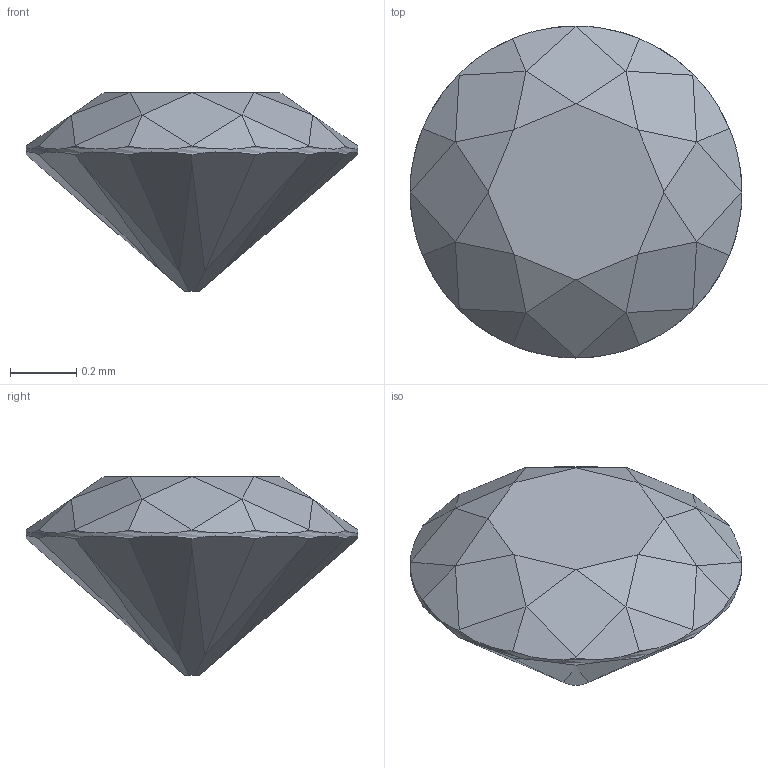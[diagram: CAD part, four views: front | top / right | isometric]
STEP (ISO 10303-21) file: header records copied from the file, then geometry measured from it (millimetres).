
FILE_DESCRIPTION(('FreeCAD Model'),'2;1');
FILE_NAME('Open CASCADE Shape Model','2021-04-15T12:16:43',('Author'),( ''),'Open CASCADE STEP processor 7.5','FreeCAD','Unknown');
FILE_SCHEMA(('AUTOMOTIVE_DESIGN { 1 0 10303 214 1 1 1 1 }'));
Length unit declared in the file: millimetre
Products named in the file (2): Body; SOLID
Assembly tree (1 placements, depth 2):
  Body
    SOLID
Bounding box: 1 x 1 x 0.6 mm (x, y, z)
Volume: 0.2 mm3; surface area: 2 mm2
Topology: 1 solids, 1 shells, 59 faces, 145 edges, 88 vertices
Faces by surface type: plane 58, cylinder 1
Full cylindrical faces by diameter (mm): 1 x1
Entity records: 3734 total; most frequent: CARTESIAN_POINT 766, DIRECTION 557, LINE 339, VECTOR 339, ORIENTED_EDGE 290, PCURVE 290, DEFINITIONAL_REPRESENTATION 290, EDGE_CURVE 145
